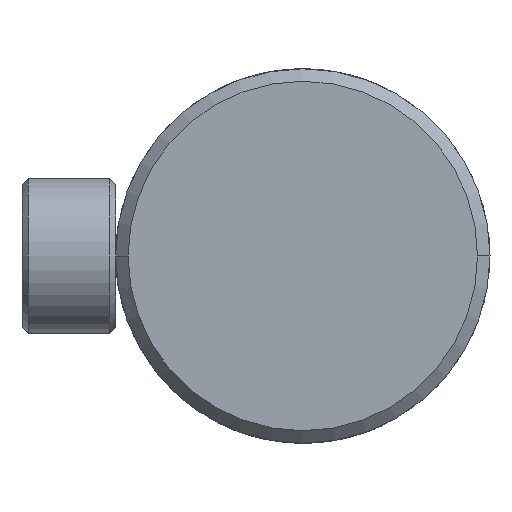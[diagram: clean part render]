
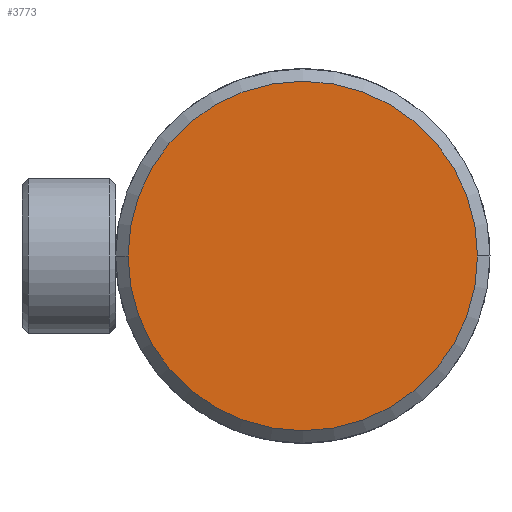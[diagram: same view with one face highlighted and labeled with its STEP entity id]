
A CAD part, left-side view. The second image highlights one B-rep face of the part: STEP entity #3773.
In plain terms, the highlighted planar face has unit normal (-1, 0, 0).
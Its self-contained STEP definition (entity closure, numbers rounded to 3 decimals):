
#357 = CIRCLE ( 'NONE', #1782, 28. ) ;
#384 = CARTESIAN_POINT ( 'NONE',  ( -47., -28., 0. ) ) ;
#388 = DIRECTION ( 'NONE',  ( -1., 0., 0. ) ) ;
#574 = CIRCLE ( 'NONE', #978, 28. ) ;
#925 = DIRECTION ( 'NONE',  ( -1., 0., 0. ) ) ;
#978 = AXIS2_PLACEMENT_3D ( 'NONE', #2456, #388, #2795 ) ;
#1022 = CARTESIAN_POINT ( 'NONE',  ( -47., 0., 0. ) ) ;
#1468 = AXIS2_PLACEMENT_3D ( 'NONE', #1022, #3753, #1712 ) ;
#1712 = DIRECTION ( 'NONE',  ( 0., -1., 0. ) ) ;
#1782 = AXIS2_PLACEMENT_3D ( 'NONE', #2978, #925, #3306 ) ;
#1954 = VERTEX_POINT ( 'NONE', #384 ) ;
#2281 = EDGE_LOOP ( 'NONE', ( #3272, #4262 ) ) ;
#2456 = CARTESIAN_POINT ( 'NONE',  ( -47., 0., 0. ) ) ;
#2503 = FACE_OUTER_BOUND ( 'NONE', #2281, .T. ) ;
#2643 = CARTESIAN_POINT ( 'NONE',  ( -47., 28., 0. ) ) ;
#2724 = EDGE_CURVE ( 'NONE', #1954, #3553, #574, .T. ) ;
#2795 = DIRECTION ( 'NONE',  ( 0., -1., 0. ) ) ;
#2978 = CARTESIAN_POINT ( 'NONE',  ( -47., 0., 0. ) ) ;
#3272 = ORIENTED_EDGE ( 'NONE', *, *, #3551, .T. ) ;
#3306 = DIRECTION ( 'NONE',  ( 0., -1., 0. ) ) ;
#3403 = PLANE ( 'NONE',  #1468 ) ;
#3551 = EDGE_CURVE ( 'NONE', #3553, #1954, #357, .T. ) ;
#3553 = VERTEX_POINT ( 'NONE', #2643 ) ;
#3753 = DIRECTION ( 'NONE',  ( -1., 0., 0. ) ) ;
#3773 = ADVANCED_FACE ( 'NONE', ( #2503 ), #3403, .T. ) ;
#4262 = ORIENTED_EDGE ( 'NONE', *, *, #2724, .T. ) ;
